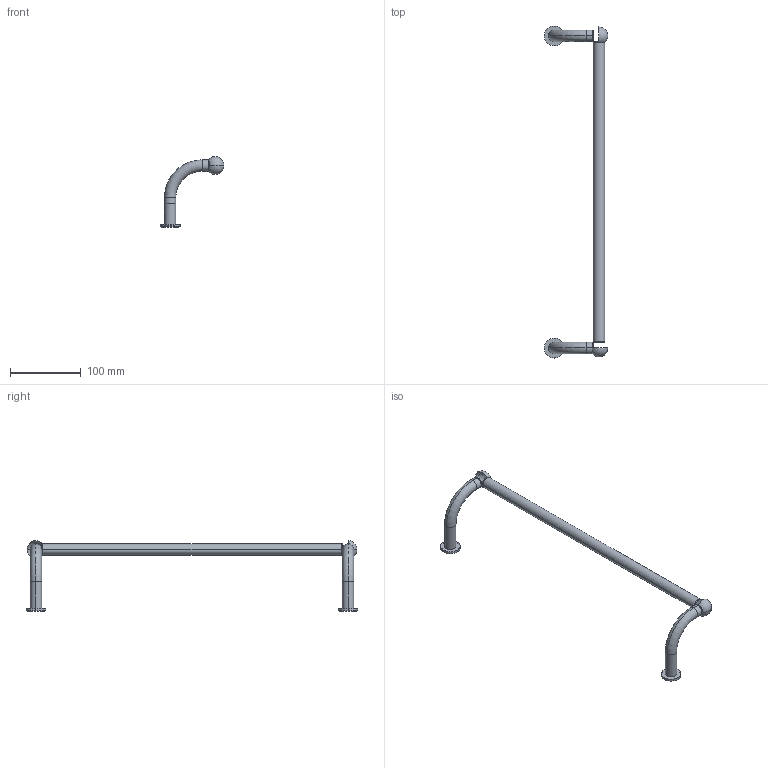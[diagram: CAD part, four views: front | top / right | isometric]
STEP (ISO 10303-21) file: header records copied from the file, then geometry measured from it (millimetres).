
FILE_DESCRIPTION((''),'2;1');
FILE_NAME('7025475_ASM','2020-11-27T23:09:32',('25393'),(''),'CREO PARAMETRIC BY PTC INC, 2018020','CREO PARAMETRIC BY PTC INC, 2018020','');
FILE_SCHEMA(('CONFIG_CONTROL_DESIGN'));
Length unit declared in the file: millimetre
Products named in the file (10): 7025475-092_1; 7025050-132_1; 7025475-072-A1_AF0_3; 7025050-163_AF0_3; 7025475-071-A1_ASM_2_ASM; 7025475-091-A1_ASM_3_ASM; 7025050-162_1; 7025050-035-A1_1; 7025475_ASM_3_ASM; 7025475_ASM
Assembly tree (13 placements, depth 5):
  7025475_ASM
    7025475_ASM_3_ASM
      7025475-091-A1_ASM_3_ASM
        7025475-092_1
        7025050-132_1  x2
        7025475-071-A1_ASM_2_ASM  x2
          7025475-072-A1_AF0_3
          7025050-163_AF0_3
      7025050-162_1  x2
      7025050-035-A1_1  x2
Bounding box: 89.7 x 468 x 99.5 mm (x, y, z)
Volume: 147612.6 mm3; surface area: 48543.1 mm2
Topology: 13 solids, 13 shells, 74 faces, 138 edges, 84 vertices
Faces by surface type: cylinder 34, plane 24, sphere 8, torus 4, cone 4
Entity records: 1265 total; most frequent: DIRECTION 262, CARTESIAN_POINT 185, ORIENTED_EDGE 136, AXIS2_PLACEMENT_3D 121, EDGE_CURVE 68, CIRCLE 48, VERTEX_POINT 44, EDGE_LOOP 40
